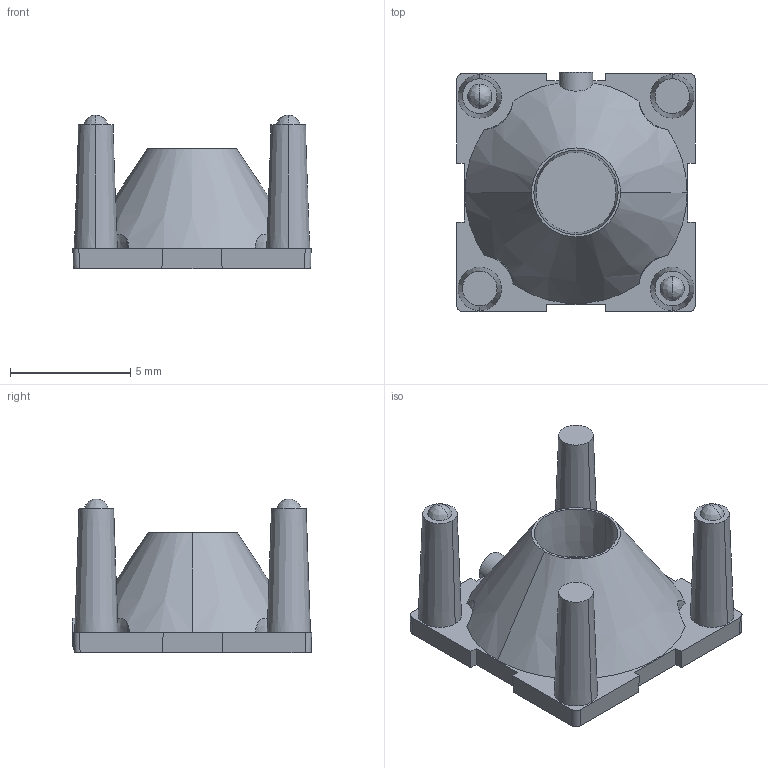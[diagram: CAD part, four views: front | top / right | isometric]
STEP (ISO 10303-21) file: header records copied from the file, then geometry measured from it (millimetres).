
FILE_DESCRIPTION (( 'STEP AP203' ), '1' );
FILE_NAME ('led.STEP', '2013-04-01T13:54:50', ( '' ), ( '' ), 'SwSTEP 2.0', 'SolidWorks 2012', '' );
FILE_SCHEMA (( 'CONFIG_CONTROL_DESIGN' ));
Length unit declared in the file: millimetre
Products named in the file (1): led
Bounding box: 9.9 x 9.95 x 6.4 mm (x, y, z)
Volume: 246.6 mm3; surface area: 399.3 mm2
Topology: 1 solids, 1 shells, 59 faces, 154 edges, 100 vertices
Faces by surface type: plane 34, cone 16, cylinder 5, bspline 4
Entity records: 1970 total; most frequent: CARTESIAN_POINT 467, ORIENTED_EDGE 300, DIRECTION 291, EDGE_CURVE 150, VERTEX_POINT 100, AXIS2_PLACEMENT_3D 98, VECTOR 95, LINE 95
